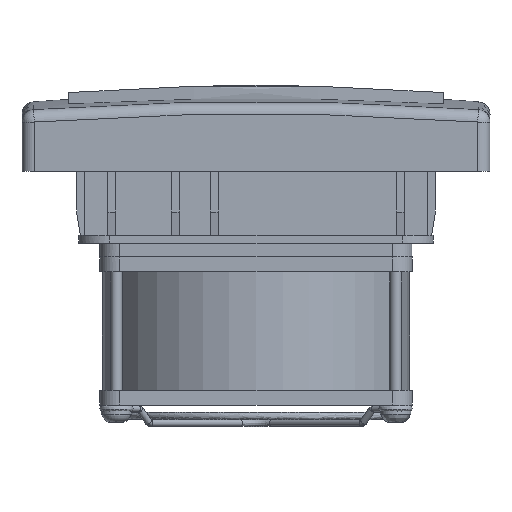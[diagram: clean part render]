
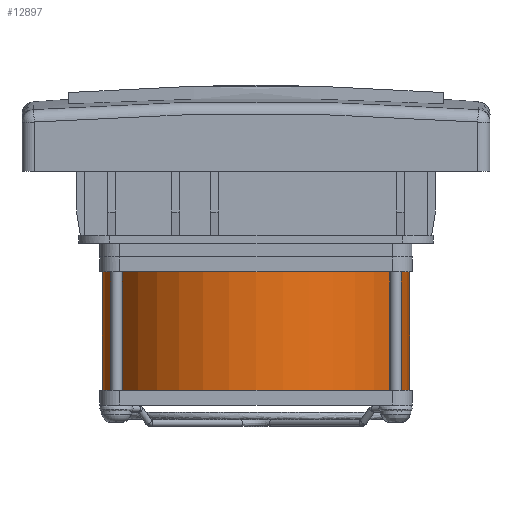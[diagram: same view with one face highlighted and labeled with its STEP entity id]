
A CAD part, front view. The second image highlights one B-rep face of the part: STEP entity #12897.
In plain terms, the highlighted cylindrical face has radius 39.37 mm (diameter 78.74 mm), a full revolution.
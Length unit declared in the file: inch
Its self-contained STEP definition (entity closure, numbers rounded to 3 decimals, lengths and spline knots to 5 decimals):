
#1454 = VERTEX_POINT ( 'NONE', #4633 ) ;
#2008 = AXIS2_PLACEMENT_3D ( 'NONE', #30653, #33485, #40144 ) ;
#4633 = CARTESIAN_POINT ( 'NONE',  ( 3.4514, 1.81048, 0.54405 ) ) ;
#6132 = EDGE_LOOP ( 'NONE', ( #19105 ) ) ;
#8033 = CARTESIAN_POINT ( 'NONE',  ( 3.4514, 1.81048, -0.65201 ) ) ;
#8174 = CARTESIAN_POINT ( 'NONE',  ( 3.4514, 3.36048, -0.65201 ) ) ;
#8490 = ORIENTED_EDGE ( 'NONE', *, *, #10702, .F. ) ;
#8646 = VERTEX_POINT ( 'NONE', #8033 ) ;
#10702 = EDGE_CURVE ( 'NONE', #8646, #8646, #24465, .T. ) ;
#12897 = ADVANCED_FACE ( 'NONE', ( #34347, #38878 ), #15026, .T. ) ;
#13167 = CIRCLE ( 'NONE', #2008, 1.55 ) ;
#15026 = CYLINDRICAL_SURFACE ( 'NONE', #17640, 1.55 ) ;
#16792 = EDGE_LOOP ( 'NONE', ( #8490 ) ) ;
#17640 = AXIS2_PLACEMENT_3D ( 'NONE', #28807, #28937, #22570 ) ;
#19105 = ORIENTED_EDGE ( 'NONE', *, *, #36393, .T. ) ;
#22570 = DIRECTION ( 'NONE',  ( 0., -1., 0. ) ) ;
#24465 = CIRCLE ( 'NONE', #41415, 1.55 ) ;
#28807 = CARTESIAN_POINT ( 'NONE',  ( 3.4514, 3.36048, -0.65201 ) ) ;
#28937 = DIRECTION ( 'NONE',  ( 0., 0., 1. ) ) ;
#30653 = CARTESIAN_POINT ( 'NONE',  ( 3.4514, 3.36048, 0.54405 ) ) ;
#30910 = DIRECTION ( 'NONE',  ( 0., -1., 0. ) ) ;
#33485 = DIRECTION ( 'NONE',  ( 0., 0., -1. ) ) ;
#34347 = FACE_OUTER_BOUND ( 'NONE', #16792, .T. ) ;
#36393 = EDGE_CURVE ( 'NONE', #1454, #1454, #13167, .T. ) ;
#38878 = FACE_OUTER_BOUND ( 'NONE', #6132, .T. ) ;
#40144 = DIRECTION ( 'NONE',  ( 0., -1., 0. ) ) ;
#41109 = DIRECTION ( 'NONE',  ( 0., 0., -1. ) ) ;
#41415 = AXIS2_PLACEMENT_3D ( 'NONE', #8174, #41109, #30910 ) ;
